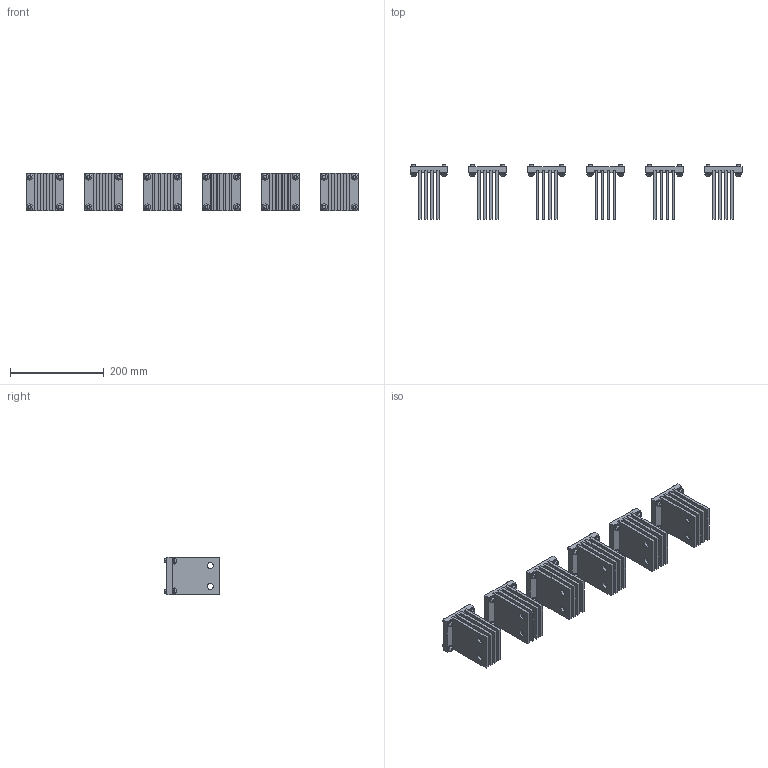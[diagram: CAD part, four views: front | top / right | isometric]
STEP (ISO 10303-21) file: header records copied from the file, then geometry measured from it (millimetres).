
FILE_DESCRIPTION(('CATIA V5 STEP Exchange'),'2;1');
FILE_NAME('1SDH001336R0245_E6.2_W_III_TERMINALS_VR_UL_LOWER_5000A.stp','2014-09-18T15:50:23+00:00',('none'),('none'),'CATIA Version 5 Release 20 SP 6 (IN-10)','CATIA V5 STEP AP214','none');
FILE_SCHEMA(('AUTOMOTIVE_DESIGN { 1 0 10303 214 1 1 1 1 }'));
Length unit declared in the file: millimetre
Products named in the file (1): E6.2_W_III_TERMINALS_VR_UL_LOWER_5000A_AllCATPart
Bounding box: 710 x 116.5 x 80 mm (x, y, z)
Volume: 1595909.8 mm3; surface area: 612795.4 mm2
Topology: 102 solids, 102 shells, 1524 faces, 3624 edges, 2352 vertices
Faces by surface type: plane 660, cylinder 480, torus 336, revolution 48
Entity records: 43162 total; most frequent: CARTESIAN_POINT 8971, ORIENTED_EDGE 7248, DIRECTION 5628, EDGE_CURVE 3624, AXIS2_PLACEMENT_3D 2755, VERTEX_POINT 2352, EDGE_LOOP 1764, VECTOR 1704
